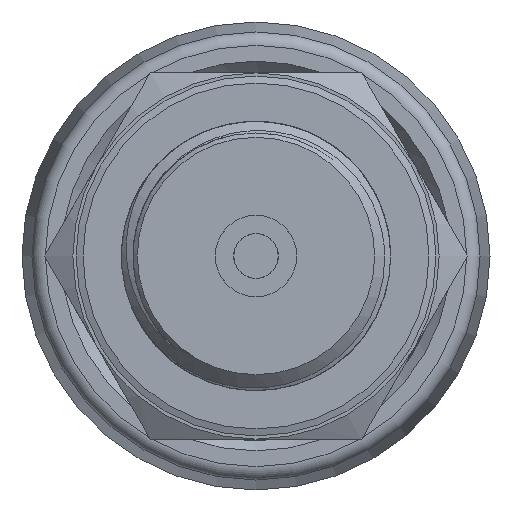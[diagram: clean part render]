
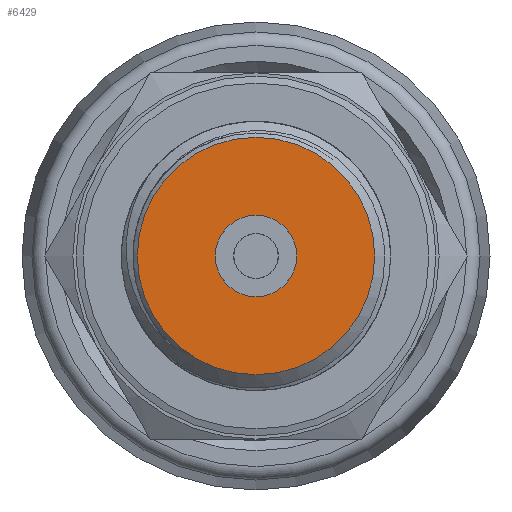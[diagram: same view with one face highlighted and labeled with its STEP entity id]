
A CAD part, left-side view. The second image highlights one B-rep face of the part: STEP entity #6429.
In plain terms, the highlighted conical face has half-angle 90 degrees and reference radius 5.875 mm.
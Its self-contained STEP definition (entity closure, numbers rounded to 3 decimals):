
#413=CONICAL_SURFACE('',#6739,5.875,1.571);
#766=FACE_OUTER_BOUND('',#1149,.T.);
#1149=EDGE_LOOP('',(#6025,#6026,#6027,#6028));
#1296=CIRCLE('',#6738,3.);
#1297=CIRCLE('',#6740,8.75);
#2088=LINE('',#29593,#2460);
#2460=VECTOR('',#7683,5.875);
#3107=VERTEX_POINT('',#29588);
#3108=VERTEX_POINT('',#29592);
#4079=EDGE_CURVE('',#3107,#3107,#1296,.T.);
#4081=EDGE_CURVE('',#3107,#3108,#2088,.T.);
#4082=EDGE_CURVE('',#3108,#3108,#1297,.T.);
#6025=ORIENTED_EDGE('',*,*,#4079,.T.);
#6026=ORIENTED_EDGE('',*,*,#4081,.T.);
#6027=ORIENTED_EDGE('',*,*,#4082,.F.);
#6028=ORIENTED_EDGE('',*,*,#4081,.F.);
#6429=ADVANCED_FACE('',(#766),#413,.F.);
#6738=AXIS2_PLACEMENT_3D('',#29589,#7678,#7679);
#6739=AXIS2_PLACEMENT_3D('',#29591,#7681,#7682);
#6740=AXIS2_PLACEMENT_3D('',#29594,#7684,#7685);
#7678=DIRECTION('center_axis',(1.,0.,0.));
#7679=DIRECTION('ref_axis',(0.,0.,-1.));
#7681=DIRECTION('center_axis',(-1.,0.,0.));
#7682=DIRECTION('ref_axis',(0.,1.,0.));
#7683=DIRECTION('',(0.,-1.,0.));
#7684=DIRECTION('center_axis',(1.,0.,0.));
#7685=DIRECTION('ref_axis',(0.,0.,-1.));
#29588=CARTESIAN_POINT('',(-67.,-3.,0.));
#29589=CARTESIAN_POINT('Origin',(-67.,0.,0.));
#29591=CARTESIAN_POINT('Origin',(-67.,0.,0.));
#29592=CARTESIAN_POINT('',(-67.,-8.75,0.));
#29593=CARTESIAN_POINT('',(-67.,-5.875,0.));
#29594=CARTESIAN_POINT('Origin',(-67.,0.,0.));
